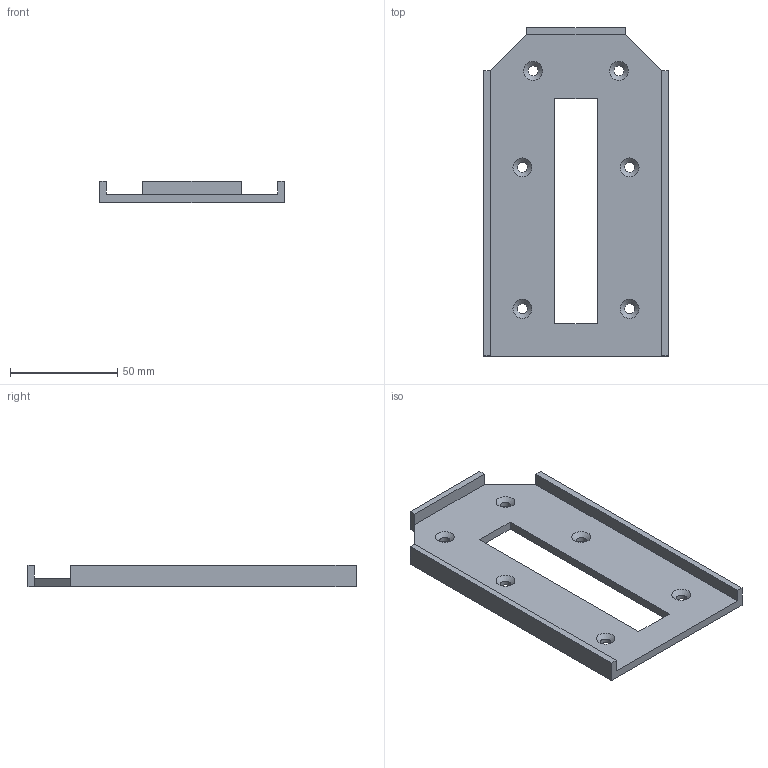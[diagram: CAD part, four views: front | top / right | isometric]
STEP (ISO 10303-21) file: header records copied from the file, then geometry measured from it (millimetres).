
FILE_DESCRIPTION(('FreeCAD Model'),'2;1');
FILE_NAME('Open CASCADE Shape Model','2026-01-01T23:01:30',('Author'),( ''),'Open CASCADE STEP processor 7.8','FreeCAD','Unknown');
FILE_SCHEMA(('AUTOMOTIVE_DESIGN { 1 0 10303 214 1 1 1 1 }'));
Length unit declared in the file: millimetre
Products named in the file (2): suwnica; Zawartość
Assembly tree (1 placements, depth 2):
  suwnica
    Zawartość
Bounding box: 86 x 153 x 10 mm (x, y, z)
Volume: 47145.2 mm3; surface area: 27848.3 mm2
Topology: 1 solids, 1 shells, 34 faces, 86 edges, 54 vertices
Faces by surface type: plane 22, cylinder 6, cone 6
Full cylindrical faces by diameter (mm): 4.8 x6
Entity records: 1076 total; most frequent: CARTESIAN_POINT 176, DIRECTION 176, ORIENTED_EDGE 172, EDGE_CURVE 86, LINE 68, VECTOR 68, AXIS2_PLACEMENT_3D 54, VERTEX_POINT 54
